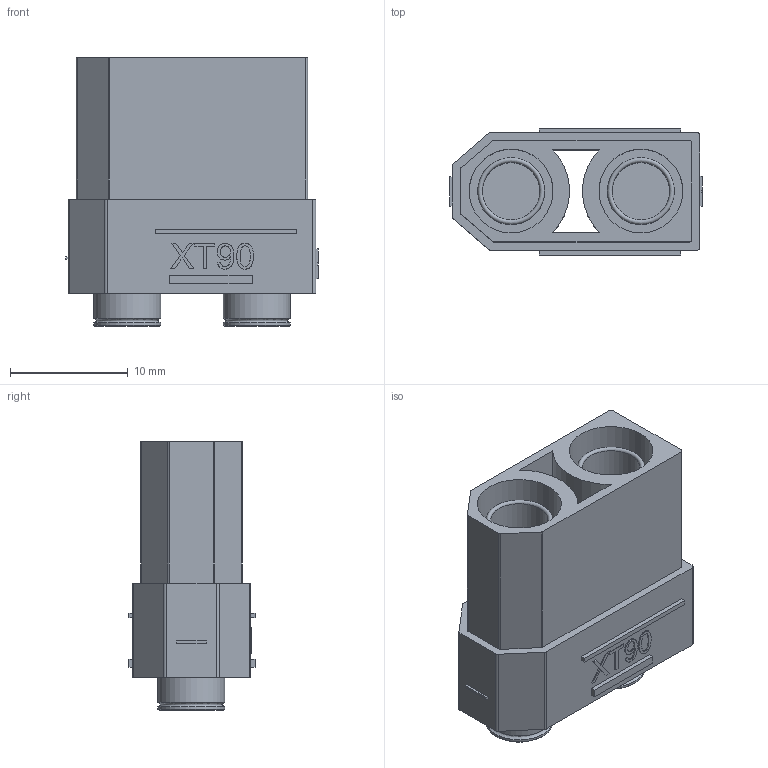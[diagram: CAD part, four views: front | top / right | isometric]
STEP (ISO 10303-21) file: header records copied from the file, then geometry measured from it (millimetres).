
FILE_DESCRIPTION(/* description */ (''),/* implementation_level */ '2;1');
FILE_NAME(/* name */ 'XT90PB-F.step',/* time_stamp */ '2024-03-11T12:38:35+01:00',/* author */ (''),/* organization */ (''),/* preprocessor_version */ 'ST-DEVELOPER v20',/* originating_system */ 'Autodesk Translation Framework v12.20.1.177',/* authorisation */ '');
FILE_SCHEMA (('AUTOMOTIVE_DESIGN { 1 0 10303 214 3 1 1 }'));
Length unit declared in the file: millimetre
Products named in the file (2): (Nicht gespeichert); XT90PB-F
Assembly tree (1 placements, depth 2):
  (Nicht gespeichert)
    XT90PB-F
Bounding box: 21.4 x 10.7 x 22.8 mm (x, y, z)
Volume: 2095.9 mm3; surface area: 4178.6 mm2
Topology: 3 solids, 3 shells, 512 faces, 1401 edges, 933 vertices
Faces by surface type: bspline 277, plane 199, cylinder 30, cone 4, torus 2
Full cylindrical faces by diameter (mm): 4.87 x2, 5.67 x6, 7.1 x2, 8.5 x2
Entity records: 19079 total; most frequent: CARTESIAN_POINT 7862, ORIENTED_EDGE 2798, EDGE_CURVE 1399, DIRECTION 1396, VERTEX_POINT 933, LINE 774, VECTOR 774, EDGE_LOOP 558
